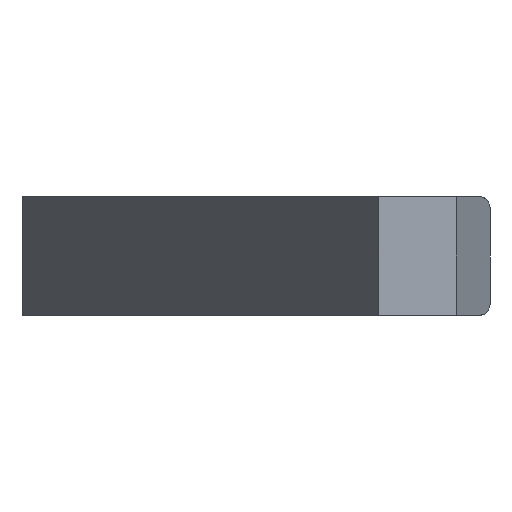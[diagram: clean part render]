
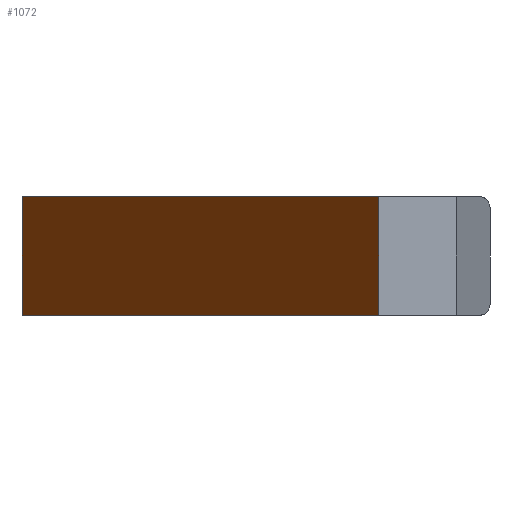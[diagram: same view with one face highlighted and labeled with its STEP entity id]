
A CAD part, left-side view. The second image highlights one B-rep face of the part: STEP entity #1072.
In plain terms, the highlighted planar face has unit normal (-0.342, 0.94, 0).
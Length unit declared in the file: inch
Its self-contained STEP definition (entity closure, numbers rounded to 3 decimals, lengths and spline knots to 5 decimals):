
#7 = FACE_OUTER_BOUND ( 'NONE', #482, .T. ) ;
#77 = ORIENTED_EDGE ( 'NONE', *, *, #523, .T. ) ;
#138 = CARTESIAN_POINT ( 'NONE',  ( -0.75, 1.8975, 0.5 ) ) ;
#187 = CARTESIAN_POINT ( 'NONE',  ( -9., -1.1025, 0.5 ) ) ;
#203 = CARTESIAN_POINT ( 'NONE',  ( -0.75, 1.8975, -0.5 ) ) ;
#241 = DIRECTION ( 'NONE',  ( 0.94, 0.342, 0. ) ) ;
#289 = ORIENTED_EDGE ( 'NONE', *, *, #854, .T. ) ;
#315 = ORIENTED_EDGE ( 'NONE', *, *, #502, .F. ) ;
#389 = CARTESIAN_POINT ( 'NONE',  ( -9., -1.1025, 0.5 ) ) ;
#409 = DIRECTION ( 'NONE',  ( 0., 0., -1. ) ) ;
#447 = ORIENTED_EDGE ( 'NONE', *, *, #797, .F. ) ;
#455 = VERTEX_POINT ( 'NONE', #203 ) ;
#460 = VERTEX_POINT ( 'NONE', #187 ) ;
#461 = DIRECTION ( 'NONE',  ( 0.342, -0.94, 0. ) ) ;
#482 = EDGE_LOOP ( 'NONE', ( #289, #315, #447, #77 ) ) ;
#492 = CARTESIAN_POINT ( 'NONE',  ( -0.75, 1.8975, 0.5 ) ) ;
#493 = DIRECTION ( 'NONE',  ( 0., 0., -1. ) ) ;
#502 = EDGE_CURVE ( 'NONE', #460, #1020, #791, .T. ) ;
#523 = EDGE_CURVE ( 'NONE', #898, #455, #638, .T. ) ;
#598 = PLANE ( 'NONE',  #946 ) ;
#638 = LINE ( 'NONE', #492, #766 ) ;
#656 = CARTESIAN_POINT ( 'NONE',  ( -0.75, 1.8975, -0.5 ) ) ;
#677 = CARTESIAN_POINT ( 'NONE',  ( -9., -1.1025, -0.5 ) ) ;
#763 = VECTOR ( 'NONE', #837, 39.37008 ) ;
#766 = VECTOR ( 'NONE', #493, 39.37008 ) ;
#776 = VECTOR ( 'NONE', #409, 39.37008 ) ;
#791 = LINE ( 'NONE', #389, #776 ) ;
#795 = LINE ( 'NONE', #656, #763 ) ;
#797 = EDGE_CURVE ( 'NONE', #898, #460, #840, .T. ) ;
#801 = CARTESIAN_POINT ( 'NONE',  ( -0.75, 1.8975, 0.5 ) ) ;
#837 = DIRECTION ( 'NONE',  ( -0.94, -0.342, 0. ) ) ;
#840 = LINE ( 'NONE', #988, #896 ) ;
#854 = EDGE_CURVE ( 'NONE', #455, #1020, #795, .T. ) ;
#896 = VECTOR ( 'NONE', #915, 39.37008 ) ;
#898 = VERTEX_POINT ( 'NONE', #801 ) ;
#915 = DIRECTION ( 'NONE',  ( -0.94, -0.342, 0. ) ) ;
#946 = AXIS2_PLACEMENT_3D ( 'NONE', #138, #461, #241 ) ;
#988 = CARTESIAN_POINT ( 'NONE',  ( -0.75, 1.8975, 0.5 ) ) ;
#1020 = VERTEX_POINT ( 'NONE', #677 ) ;
#1072 = ADVANCED_FACE ( 'NONE', ( #7 ), #598, .F. ) ;
